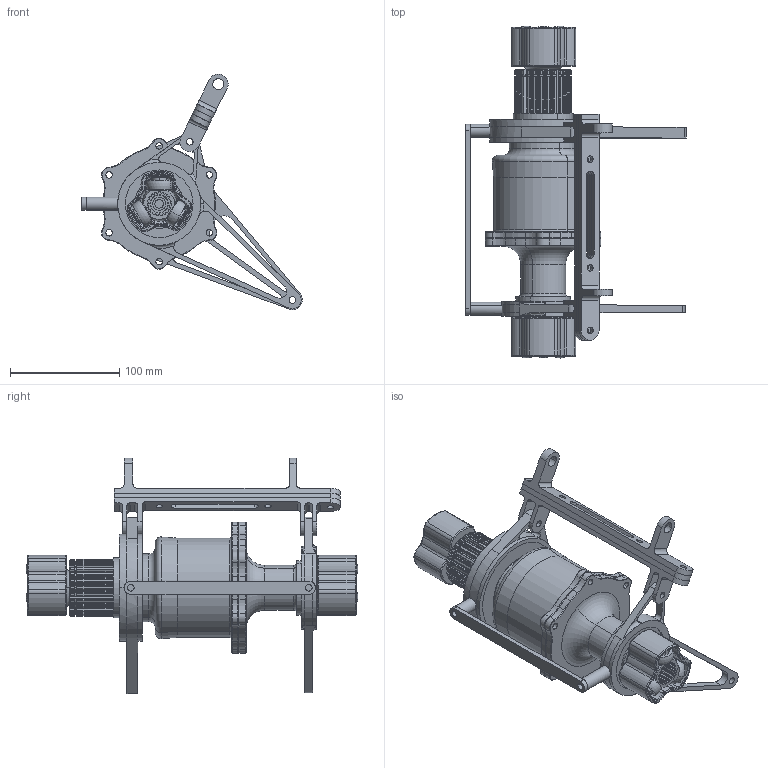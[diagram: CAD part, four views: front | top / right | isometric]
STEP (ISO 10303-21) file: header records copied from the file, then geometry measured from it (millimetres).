
FILE_DESCRIPTION(('CATIA V5 STEP Exchange'),'2;1');
FILE_NAME('cusco.stp','2019-03-14T07:45:17+00:00',('none'),('none'),'CATIA Version 5 Release 20 GA (IN-10)','CATIA V5 STEP AP203','none');
FILE_SCHEMA(('CONFIG_CONTROL_DESIGN'));
Length unit declared in the file: millimetre
Products named in the file (4): 产品1; cusco; Tensioning; tripodball
Assembly tree (20 placements, depth 3):
  产品1
    cusco
      #66
      #3565
      #29856
      #30025
      #30194
      #31899
      #33946
    Tensioning
      #34272
      #35790
      #36802
    tripodball  x2
      #37487
      #37656
    #42046
    #46928
Bounding box: 202.06 x 304.04 x 215.71 mm (x, y, z)
Volume: 718217.8 mm3; surface area: 314280.6 mm2
Topology: 20 solids, 20 shells, 1785 faces, 4780 edges, 3080 vertices
Faces by surface type: cylinder 649, plane 415, extrusion 318, torus 216, cone 137, sphere 24, revolution 14, bspline 12
Entity records: 51855 total; most frequent: CARTESIAN_POINT 14252, ORIENTED_EDGE 8586, DIRECTION 5761, EDGE_CURVE 4293, AXIS2_PLACEMENT_3D 2808, VERTEX_POINT 2748, VECTOR 1953, CIRCLE 1818
